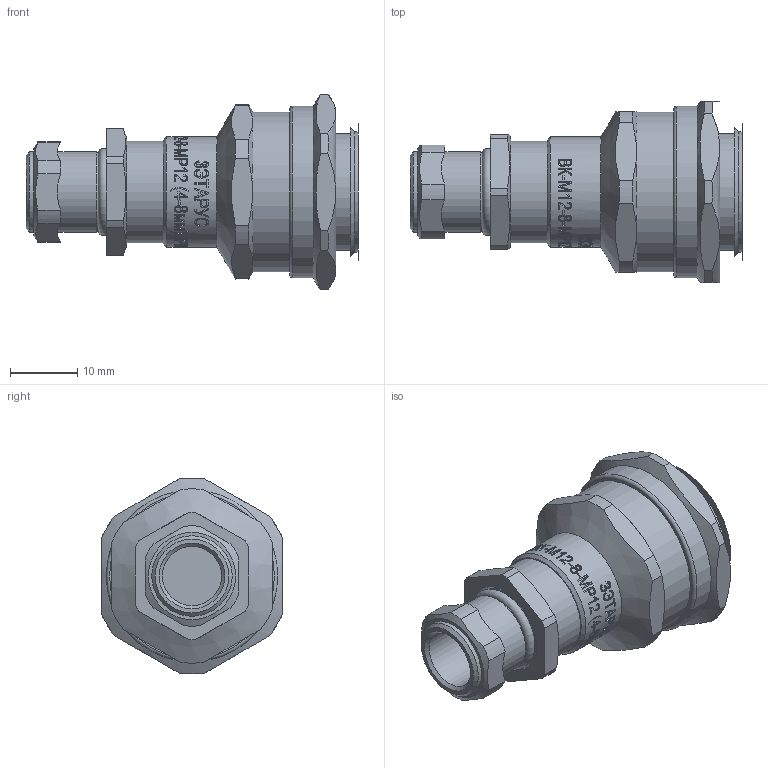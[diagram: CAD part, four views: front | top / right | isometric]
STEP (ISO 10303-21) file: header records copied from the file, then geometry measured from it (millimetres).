
FILE_DESCRIPTION(/* description */ (''),/* implementation_level */ '2;1');
FILE_NAME(/* name */ 'Модель ВК-М12-8-МР12.stp',/* time_stamp */ '2020-07-15T15:18:32+07:00',/* author */ ('Борисов Е'),/* organization */ (''),/* preprocessor_version */ 'ST-DEVELOPER v17',/* originating_system */ 'Autodesk Inventor 2019',/* authorisation */ '');
FILE_SCHEMA (('AUTOMOTIVE_DESIGN { 1 0 10303 214 3 1 1 }'));
Length unit declared in the file: millimetre
Products named in the file (1): Модель ВК-М1
2-8-МР12
Bounding box: 49.53 x 27 x 29.18 mm (x, y, z)
Volume: 11811.1 mm3; surface area: 5919.8 mm2
Topology: 1 solids, 1 shells, 564 faces, 1513 edges, 1015 vertices
Faces by surface type: bspline 259, plane 202, cylinder 85, cone 14, torus 4
Full cylindrical faces by diameter (mm): 8.8 x1, 11.44 x1, 12 x3, 15.2 x1, 16.5 x1, 17.5 x1, 18 x1, 23.8 x1, 25.6 x1
Entity records: 24392 total; most frequent: CARTESIAN_POINT 11278, ORIENTED_EDGE 3030, DIRECTION 1834, EDGE_CURVE 1515, VERTEX_POINT 1017, EDGE_LOOP 628, LINE 626, VECTOR 626
